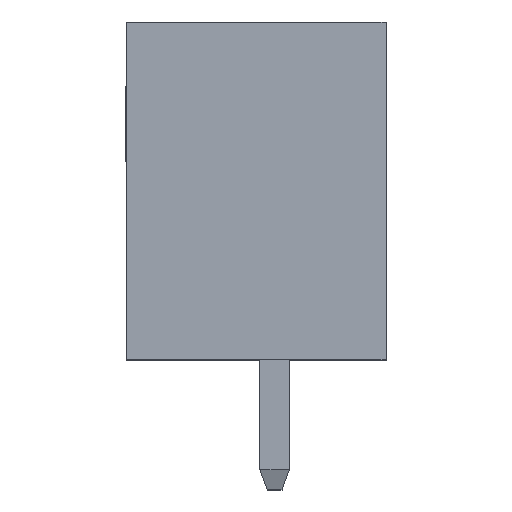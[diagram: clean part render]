
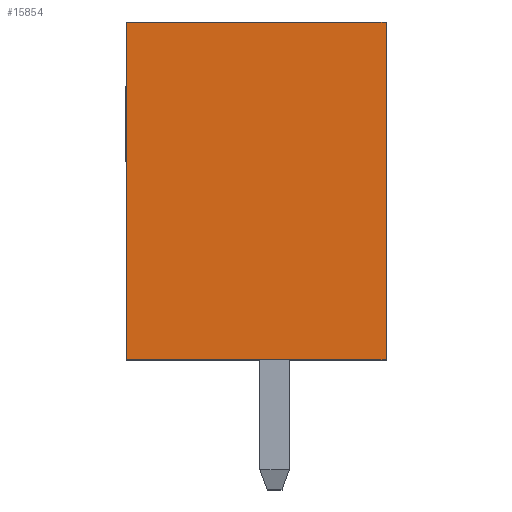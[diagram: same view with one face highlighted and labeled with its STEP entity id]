
A CAD part, left-side view. The second image highlights one B-rep face of the part: STEP entity #15854.
In plain terms, the highlighted planar face has unit normal (-1, 0, 0).
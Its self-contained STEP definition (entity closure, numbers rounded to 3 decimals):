
#843 = DIRECTION ( 'NONE',  ( -1., 0., 0. ) ) ;
#870 = ORIENTED_EDGE ( 'NONE', *, *, #13723, .T. ) ;
#883 = CARTESIAN_POINT ( 'NONE',  ( -8.12, -3., -1.4 ) ) ;
#987 = DIRECTION ( 'NONE',  ( 0., 0., -1. ) ) ;
#1868 = VERTEX_POINT ( 'NONE', #3223 ) ;
#2145 = VERTEX_POINT ( 'NONE', #9965 ) ;
#2771 = DIRECTION ( 'NONE',  ( 0., -1., 0. ) ) ;
#3047 = EDGE_CURVE ( 'NONE', #9307, #2145, #8053, .T. ) ;
#3223 = CARTESIAN_POINT ( 'NONE',  ( -8.12, -10., -10.5 ) ) ;
#3235 = VECTOR ( 'NONE', #12007, 1000. ) ;
#3282 = EDGE_LOOP ( 'NONE', ( #17937, #7584, #870, #8492 ) ) ;
#3690 = DIRECTION ( 'NONE',  ( 0., -1., 0. ) ) ;
#3890 = EDGE_CURVE ( 'NONE', #1868, #10701, #8117, .T. ) ;
#4965 = FACE_OUTER_BOUND ( 'NONE', #3282, .T. ) ;
#5606 = VECTOR ( 'NONE', #2771, 1000. ) ;
#7044 = LINE ( 'NONE', #16139, #3235 ) ;
#7234 = VECTOR ( 'NONE', #987, 1000. ) ;
#7584 = ORIENTED_EDGE ( 'NONE', *, *, #3047, .T. ) ;
#8053 = LINE ( 'NONE', #883, #7234 ) ;
#8117 = LINE ( 'NONE', #13694, #11004 ) ;
#8492 = ORIENTED_EDGE ( 'NONE', *, *, #3890, .T. ) ;
#9271 = CARTESIAN_POINT ( 'NONE',  ( -8.12, 12.8, -23.2 ) ) ;
#9307 = VERTEX_POINT ( 'NONE', #13674 ) ;
#9525 = EDGE_CURVE ( 'NONE', #9307, #10701, #7044, .T. ) ;
#9965 = CARTESIAN_POINT ( 'NONE',  ( -8.12, -3., -10.5 ) ) ;
#10644 = AXIS2_PLACEMENT_3D ( 'NONE', #9271, #843, #3690 ) ;
#10701 = VERTEX_POINT ( 'NONE', #14923 ) ;
#11004 = VECTOR ( 'NONE', #14985, 1000. ) ;
#11389 = CARTESIAN_POINT ( 'NONE',  ( -8.12, -3., -10.5 ) ) ;
#12007 = DIRECTION ( 'NONE',  ( 0., -1., 0. ) ) ;
#13674 = CARTESIAN_POINT ( 'NONE',  ( -8.12, -3., -1.4 ) ) ;
#13694 = CARTESIAN_POINT ( 'NONE',  ( -8.12, -10., -23.2 ) ) ;
#13723 = EDGE_CURVE ( 'NONE', #2145, #1868, #15210, .T. ) ;
#14923 = CARTESIAN_POINT ( 'NONE',  ( -8.12, -10., -1.4 ) ) ;
#14985 = DIRECTION ( 'NONE',  ( 0., 0., 1. ) ) ;
#15210 = LINE ( 'NONE', #11389, #5606 ) ;
#15854 = ADVANCED_FACE ( 'NONE', ( #4965 ), #16325, .T. ) ;
#16139 = CARTESIAN_POINT ( 'NONE',  ( -8.12, 12.8, -1.4 ) ) ;
#16325 = PLANE ( 'NONE',  #10644 ) ;
#17937 = ORIENTED_EDGE ( 'NONE', *, *, #9525, .F. ) ;
